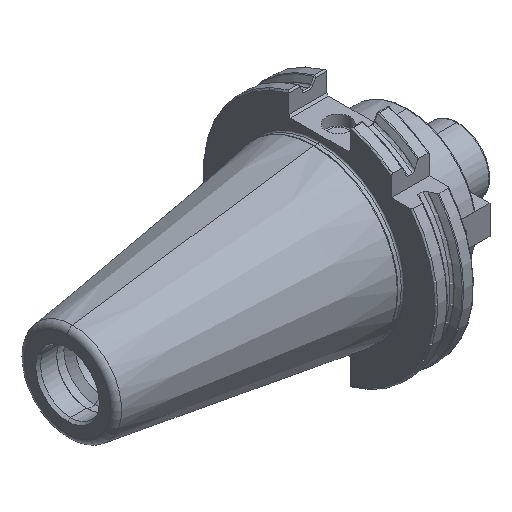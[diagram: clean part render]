
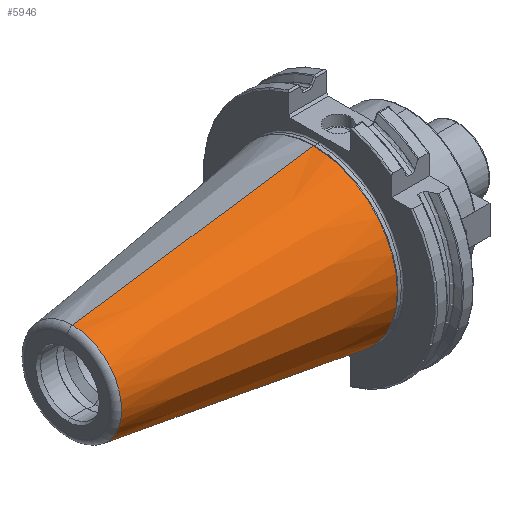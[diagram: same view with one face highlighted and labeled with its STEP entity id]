
A CAD part, isometric view. The second image highlights one B-rep face of the part: STEP entity #5946.
In plain terms, the highlighted conical face has half-angle 8.297 degrees and reference radius 35.027 mm.
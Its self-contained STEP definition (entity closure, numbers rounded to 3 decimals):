
#461 = LINE ( 'NONE', #2308, #1900 ) ;
#483 = EDGE_LOOP ( 'NONE', ( #7133, #4483, #3580, #3620 ) ) ;
#494 = CARTESIAN_POINT ( 'NONE',  ( 102.45, 0., 35.027 ) ) ;
#506 = CARTESIAN_POINT ( 'NONE',  ( 2.139, 0., -20.398 ) ) ;
#619 = EDGE_CURVE ( 'NONE', #5770, #5766, #6309, .T. ) ;
#946 = CARTESIAN_POINT ( 'NONE',  ( 102.45, 0., 35.027 ) ) ;
#1318 = CIRCLE ( 'NONE', #3405, 20.398 ) ;
#1325 = CARTESIAN_POINT ( 'NONE',  ( 2.139, 0., 0. ) ) ;
#1683 = DIRECTION ( 'NONE',  ( 0.99, 0., -0.144 ) ) ;
#1900 = VECTOR ( 'NONE', #1683, 1000. ) ;
#1945 = DIRECTION ( 'NONE',  ( 0., 0., 1. ) ) ;
#2197 = CARTESIAN_POINT ( 'NONE',  ( 102.45, 0., 0. ) ) ;
#2308 = CARTESIAN_POINT ( 'NONE',  ( 102.45, 0., -35.027 ) ) ;
#3137 = CARTESIAN_POINT ( 'NONE',  ( 102.45, 0., 0. ) ) ;
#3405 = AXIS2_PLACEMENT_3D ( 'NONE', #1325, #5669, #1945 ) ;
#3417 = CARTESIAN_POINT ( 'NONE',  ( 102.45, 0., -35.027 ) ) ;
#3580 = ORIENTED_EDGE ( 'NONE', *, *, #6061, .T. ) ;
#3620 = ORIENTED_EDGE ( 'NONE', *, *, #619, .F. ) ;
#3819 = CARTESIAN_POINT ( 'NONE',  ( 2.139, 0., 20.398 ) ) ;
#3999 = EDGE_CURVE ( 'NONE', #5569, #5770, #6356, .T. ) ;
#4219 = DIRECTION ( 'NONE',  ( 0.99, 0., 0.144 ) ) ;
#4325 = AXIS2_PLACEMENT_3D ( 'NONE', #3137, #6996, #6638 ) ;
#4483 = ORIENTED_EDGE ( 'NONE', *, *, #6226, .T. ) ;
#4820 = AXIS2_PLACEMENT_3D ( 'NONE', #2197, #6550, #5292 ) ;
#4908 = VECTOR ( 'NONE', #4219, 1000. ) ;
#5292 = DIRECTION ( 'NONE',  ( 0., 0., -1. ) ) ;
#5414 = CONICAL_SURFACE ( 'NONE', #4820, 35.027, 0.145 ) ;
#5569 = VERTEX_POINT ( 'NONE', #3819 ) ;
#5602 = FACE_OUTER_BOUND ( 'NONE', #483, .T. ) ;
#5669 = DIRECTION ( 'NONE',  ( 1., 0., 0. ) ) ;
#5766 = VERTEX_POINT ( 'NONE', #3417 ) ;
#5770 = VERTEX_POINT ( 'NONE', #946 ) ;
#5946 = ADVANCED_FACE ( 'NONE', ( #5602 ), #5414, .T. ) ;
#6061 = EDGE_CURVE ( 'NONE', #6097, #5766, #461, .T. ) ;
#6097 = VERTEX_POINT ( 'NONE', #506 ) ;
#6226 = EDGE_CURVE ( 'NONE', #5569, #6097, #1318, .T. ) ;
#6309 = CIRCLE ( 'NONE', #4325, 35.027 ) ;
#6356 = LINE ( 'NONE', #494, #4908 ) ;
#6550 = DIRECTION ( 'NONE',  ( 1., 0., 0. ) ) ;
#6638 = DIRECTION ( 'NONE',  ( 0., 0., -1. ) ) ;
#6996 = DIRECTION ( 'NONE',  ( 1., 0., 0. ) ) ;
#7133 = ORIENTED_EDGE ( 'NONE', *, *, #3999, .F. ) ;
